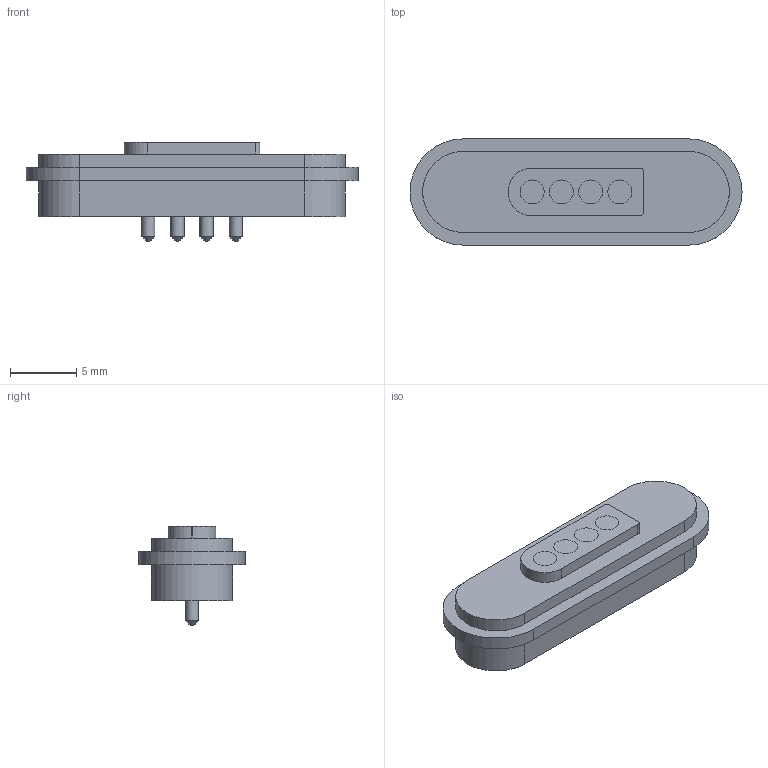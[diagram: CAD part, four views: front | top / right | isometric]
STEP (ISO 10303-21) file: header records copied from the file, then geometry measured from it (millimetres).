
FILE_DESCRIPTION(/* description */ (''),/* implementation_level */ '2;1');
FILE_NAME(/* name */ 'magnetic pogo pin connector 4 pin female.step',/* time_stamp */ '2023-01-16T17:06:57+01:00',/* author */ (''),/* organization */ (''),/* preprocessor_version */ 'ST-DEVELOPER v19.2',/* originating_system */ 'Autodesk Translation Framework v11.17.0.187',/* authorisation */ '');
FILE_SCHEMA (('AUTOMOTIVE_DESIGN { 1 0 10303 214 3 1 1 }'));
Length unit declared in the file: millimetre
Products named in the file (4): magnetic pogo pin connector 4 pin female; plastic housing; magnets; pins
Assembly tree (3 placements, depth 2):
  magnetic pogo pin connector 4 pin female
    plastic housing
    magnets
    pins
Bounding box: 25 x 8 x 7.5 mm (x, y, z)
Volume: 664.6 mm3; surface area: 1031.9 mm2
Topology: 7 solids, 7 shells, 80 faces, 152 edges, 100 vertices
Faces by surface type: plane 42, cylinder 34, cone 4
Full cylindrical faces by diameter (mm): 1 x8, 1.8 x8, 4 x2, 4.2 x2
Entity records: 2195 total; most frequent: DIRECTION 400, CARTESIAN_POINT 340, ORIENTED_EDGE 304, AXIS2_PLACEMENT_3D 160, EDGE_CURVE 152, EDGE_LOOP 102, VERTEX_POINT 100, FACE_OUTER_BOUND 80
